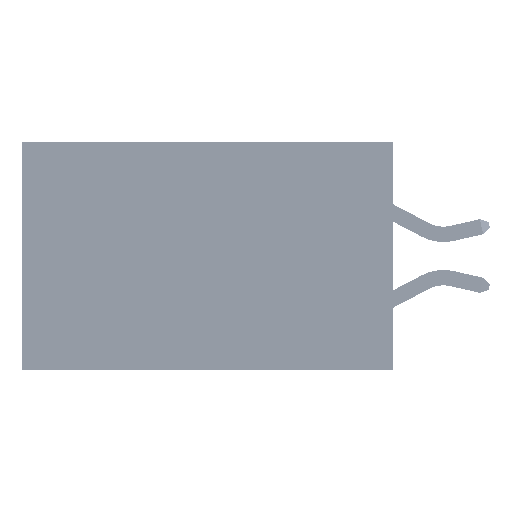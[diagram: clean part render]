
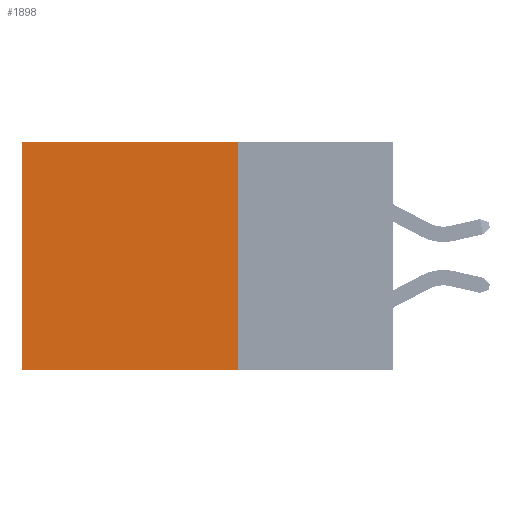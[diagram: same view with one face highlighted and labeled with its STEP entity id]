
A CAD part, left-side view. The second image highlights one B-rep face of the part: STEP entity #1898.
In plain terms, the highlighted planar face has unit normal (-1, 0, 0).
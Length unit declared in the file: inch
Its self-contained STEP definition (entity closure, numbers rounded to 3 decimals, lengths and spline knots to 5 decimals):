
#1898 = ADVANCED_FACE ( 'NONE', ( #32137 ), #5984, .F. ) ;
#1967 = DIRECTION ( 'NONE',  ( 0., 1., 0. ) ) ;
#2783 = LINE ( 'NONE', #41726, #33968 ) ;
#4045 = EDGE_LOOP ( 'NONE', ( #20478, #5425, #42736, #47605 ) ) ;
#4369 = DIRECTION ( 'NONE',  ( 0., 0., -1. ) ) ;
#5425 = ORIENTED_EDGE ( 'NONE', *, *, #20204, .F. ) ;
#5984 = PLANE ( 'NONE',  #7942 ) ;
#7821 = EDGE_CURVE ( 'NONE', #40117, #25909, #2783, .T. ) ;
#7942 = AXIS2_PLACEMENT_3D ( 'NONE', #35890, #11647, #4369 ) ;
#9147 = EDGE_CURVE ( 'NONE', #40117, #17926, #27072, .T. ) ;
#11160 = CARTESIAN_POINT ( 'NONE',  ( 0.2875, 0.6, -0.37 ) ) ;
#11647 = DIRECTION ( 'NONE',  ( 1., 0., 0. ) ) ;
#13225 = CARTESIAN_POINT ( 'NONE',  ( 0.2875, 0.6, 0. ) ) ;
#13968 = DIRECTION ( 'NONE',  ( 0., 0., -1. ) ) ;
#14750 = VECTOR ( 'NONE', #1967, 39.37008 ) ;
#15700 = CARTESIAN_POINT ( 'NONE',  ( 0.2875, 0.25, 0. ) ) ;
#17926 = VERTEX_POINT ( 'NONE', #13225 ) ;
#20094 = VECTOR ( 'NONE', #13968, 39.37008 ) ;
#20204 = EDGE_CURVE ( 'NONE', #25909, #42242, #28107, .T. ) ;
#20478 = ORIENTED_EDGE ( 'NONE', *, *, #35245, .T. ) ;
#25155 = DIRECTION ( 'NONE',  ( 0., 0., -1. ) ) ;
#25909 = VERTEX_POINT ( 'NONE', #43823 ) ;
#27072 = LINE ( 'NONE', #15700, #41742 ) ;
#28107 = LINE ( 'NONE', #46792, #14750 ) ;
#31554 = LINE ( 'NONE', #42966, #20094 ) ;
#32117 = DIRECTION ( 'NONE',  ( 0., 1., 0. ) ) ;
#32137 = FACE_OUTER_BOUND ( 'NONE', #4045, .T. ) ;
#33968 = VECTOR ( 'NONE', #25155, 39.37008 ) ;
#35245 = EDGE_CURVE ( 'NONE', #17926, #42242, #31554, .T. ) ;
#35890 = CARTESIAN_POINT ( 'NONE',  ( 0.2875, 0.25, 0. ) ) ;
#36389 = CARTESIAN_POINT ( 'NONE',  ( 0.2875, 0.25, 0. ) ) ;
#40117 = VERTEX_POINT ( 'NONE', #36389 ) ;
#41726 = CARTESIAN_POINT ( 'NONE',  ( 0.2875, 0.25, 0. ) ) ;
#41742 = VECTOR ( 'NONE', #32117, 39.37008 ) ;
#42242 = VERTEX_POINT ( 'NONE', #11160 ) ;
#42736 = ORIENTED_EDGE ( 'NONE', *, *, #7821, .F. ) ;
#42966 = CARTESIAN_POINT ( 'NONE',  ( 0.2875, 0.6, 0. ) ) ;
#43823 = CARTESIAN_POINT ( 'NONE',  ( 0.2875, 0.25, -0.37 ) ) ;
#46792 = CARTESIAN_POINT ( 'NONE',  ( 0.2875, 0.25, -0.37 ) ) ;
#47605 = ORIENTED_EDGE ( 'NONE', *, *, #9147, .T. ) ;
